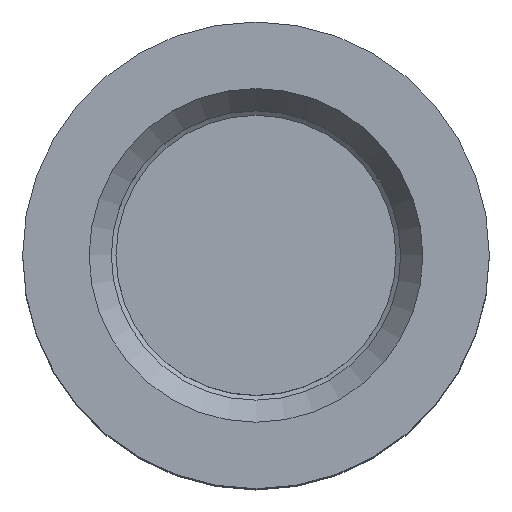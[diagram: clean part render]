
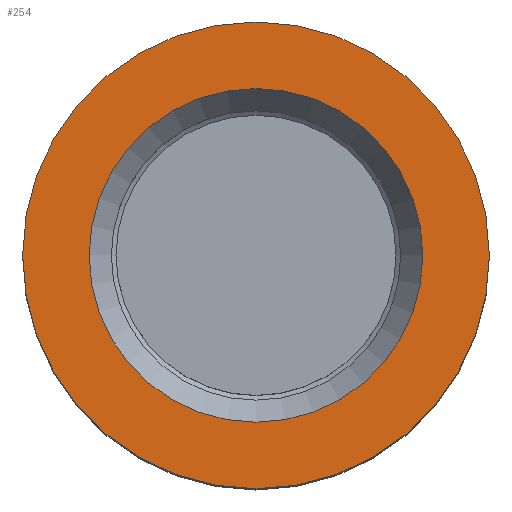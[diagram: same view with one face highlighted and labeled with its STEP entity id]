
A CAD part, top view. The second image highlights one B-rep face of the part: STEP entity #254.
In plain terms, the highlighted planar face has unit normal (0, 0, 1).
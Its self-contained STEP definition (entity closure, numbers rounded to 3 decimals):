
#15=FACE_BOUND('',#65,.T.);
#23=PLANE('',#301);
#44=FACE_OUTER_BOUND('',#64,.T.);
#64=EDGE_LOOP('',(#210));
#65=EDGE_LOOP('',(#211));
#112=CIRCLE('',#300,10.);
#113=CIRCLE('',#302,7.15);
#130=VERTEX_POINT('',#449);
#131=VERTEX_POINT('',#453);
#156=EDGE_CURVE('',#130,#130,#112,.T.);
#158=EDGE_CURVE('',#131,#131,#113,.T.);
#210=ORIENTED_EDGE('',*,*,#156,.T.);
#211=ORIENTED_EDGE('',*,*,#158,.F.);
#254=ADVANCED_FACE('',(#44,#15),#23,.T.);
#300=AXIS2_PLACEMENT_3D('',#450,#371,#372);
#301=AXIS2_PLACEMENT_3D('',#452,#374,#375);
#302=AXIS2_PLACEMENT_3D('',#454,#376,#377);
#371=DIRECTION('center_axis',(0.,0.,1.));
#372=DIRECTION('ref_axis',(1.,0.,0.));
#374=DIRECTION('center_axis',(0.,0.,1.));
#375=DIRECTION('ref_axis',(1.,0.,0.));
#376=DIRECTION('center_axis',(0.,0.,1.));
#377=DIRECTION('ref_axis',(1.,0.,0.));
#449=CARTESIAN_POINT('',(-10.,0.,41.05));
#450=CARTESIAN_POINT('Origin',(0.,0.,41.05));
#452=CARTESIAN_POINT('Origin',(7.15,0.,41.05));
#453=CARTESIAN_POINT('',(-7.15,0.,41.05));
#454=CARTESIAN_POINT('Origin',(0.,0.,41.05));
